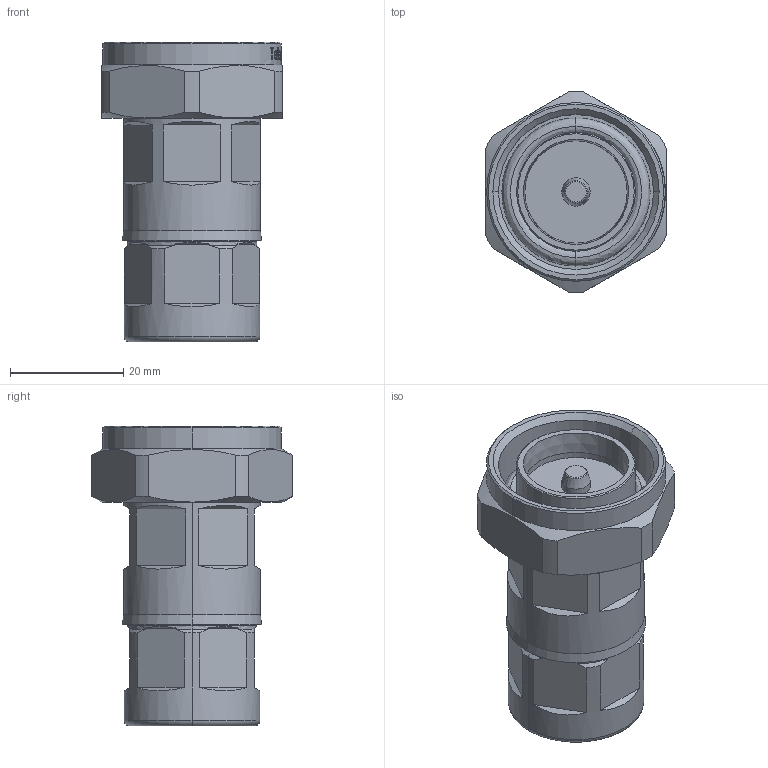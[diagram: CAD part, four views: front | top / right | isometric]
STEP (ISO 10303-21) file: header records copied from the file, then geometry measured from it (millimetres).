
FILE_DESCRIPTION (( 'STEP AP214' ), '1' );
FILE_NAME ('J01120G0085.STEP', '2016-09-08T13:11:22', ( '' ), ( '' ), 'SwSTEP 2.0', 'SolidWorks 2015', '' );
FILE_SCHEMA (( 'AUTOMOTIVE_DESIGN' ));
Length unit declared in the file: millimetre
Products named in the file (1): J01120G0085
Bounding box: 32 x 35.49 x 53.01 mm (x, y, z)
Volume: 23013.3 mm3; surface area: 11686.8 mm2
Topology: 4 solids, 4 shells, 325 faces, 808 edges, 518 vertices
Faces by surface type: plane 118, bspline 92, cylinder 60, cone 41, torus 14
Entity records: 16403 total; most frequent: CARTESIAN_POINT 5657, ORIENTED_EDGE 1616, DIRECTION 1260, EDGE_CURVE 808, VERTEX_POINT 518, AXIS2_PLACEMENT_3D 458, EDGE_LOOP 358, VECTOR 344
